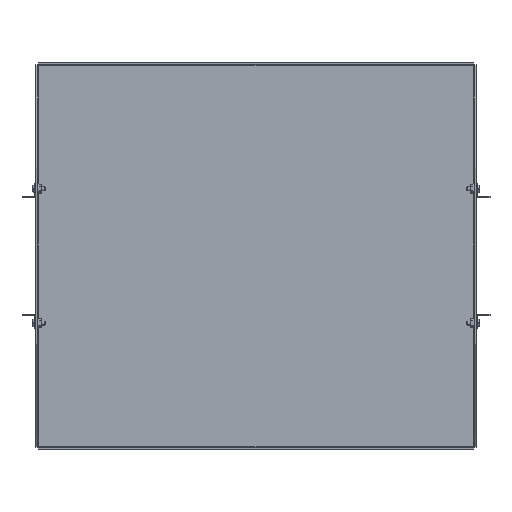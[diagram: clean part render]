
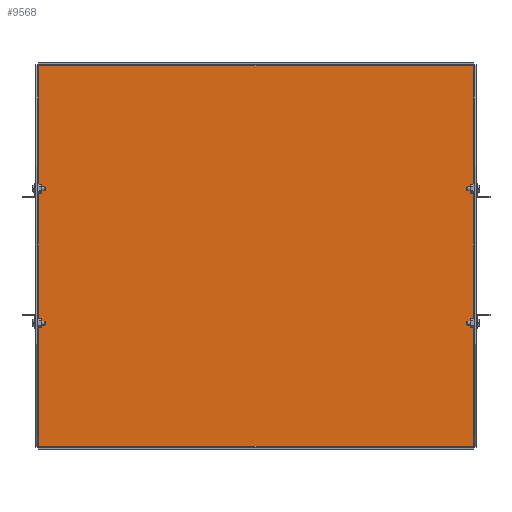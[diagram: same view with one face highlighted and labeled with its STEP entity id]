
A CAD part, top view. The second image highlights one B-rep face of the part: STEP entity #9568.
In plain terms, the highlighted planar face has unit normal (0, 0, 1).
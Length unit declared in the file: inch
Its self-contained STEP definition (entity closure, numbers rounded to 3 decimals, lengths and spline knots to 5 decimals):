
#174 = CARTESIAN_POINT ( 'NONE',  ( 10.6695, 9.357, 0. ) ) ;
#462 = CARTESIAN_POINT ( 'NONE',  ( -10.6695, -9.5, 0. ) ) ;
#773 = DIRECTION ( 'NONE',  ( 0., -1., 0. ) ) ;
#1067 = VERTEX_POINT ( 'NONE', #7830 ) ;
#1532 = LINE ( 'NONE', #13134, #3752 ) ;
#2112 = EDGE_LOOP ( 'NONE', ( #8154, #10431, #12475, #5644 ) ) ;
#3522 = CARTESIAN_POINT ( 'NONE',  ( 10.6695, -9.357, 0. ) ) ;
#3752 = VECTOR ( 'NONE', #7269, 39.37008 ) ;
#4370 = DIRECTION ( 'NONE',  ( 1., 0., 0. ) ) ;
#4584 = LINE ( 'NONE', #3522, #14800 ) ;
#4690 = AXIS2_PLACEMENT_3D ( 'NONE', #462, #13099, #4370 ) ;
#4718 = CARTESIAN_POINT ( 'NONE',  ( 10.6695, -9.357, 0. ) ) ;
#5443 = LINE ( 'NONE', #8678, #13837 ) ;
#5644 = ORIENTED_EDGE ( 'NONE', *, *, #10896, .T. ) ;
#6178 = PLANE ( 'NONE',  #4690 ) ;
#6489 = VERTEX_POINT ( 'NONE', #174 ) ;
#7269 = DIRECTION ( 'NONE',  ( -1., 0., 0. ) ) ;
#7317 = EDGE_CURVE ( 'NONE', #6489, #10313, #1532, .T. ) ;
#7830 = CARTESIAN_POINT ( 'NONE',  ( 10.6695, -9.357, 0. ) ) ;
#8016 = VECTOR ( 'NONE', #11483, 39.37008 ) ;
#8038 = DIRECTION ( 'NONE',  ( 1., 0., 0. ) ) ;
#8154 = ORIENTED_EDGE ( 'NONE', *, *, #10186, .T. ) ;
#8678 = CARTESIAN_POINT ( 'NONE',  ( -10.6695, 9.357, 0. ) ) ;
#8808 = FACE_OUTER_BOUND ( 'NONE', #2112, .T. ) ;
#9568 = ADVANCED_FACE ( 'NONE', ( #8808 ), #6178, .T. ) ;
#10186 = EDGE_CURVE ( 'NONE', #13359, #1067, #4584, .T. ) ;
#10313 = VERTEX_POINT ( 'NONE', #12078 ) ;
#10431 = ORIENTED_EDGE ( 'NONE', *, *, #14511, .T. ) ;
#10896 = EDGE_CURVE ( 'NONE', #10313, #13359, #5443, .T. ) ;
#11483 = DIRECTION ( 'NONE',  ( 0., 1., 0. ) ) ;
#11623 = LINE ( 'NONE', #4718, #8016 ) ;
#12078 = CARTESIAN_POINT ( 'NONE',  ( -10.6695, 9.357, 0. ) ) ;
#12475 = ORIENTED_EDGE ( 'NONE', *, *, #7317, .T. ) ;
#13099 = DIRECTION ( 'NONE',  ( 0., 0., 1. ) ) ;
#13134 = CARTESIAN_POINT ( 'NONE',  ( -10.6695, 9.357, 0. ) ) ;
#13359 = VERTEX_POINT ( 'NONE', #14435 ) ;
#13837 = VECTOR ( 'NONE', #773, 39.37008 ) ;
#14435 = CARTESIAN_POINT ( 'NONE',  ( -10.6695, -9.357, 0. ) ) ;
#14511 = EDGE_CURVE ( 'NONE', #1067, #6489, #11623, .T. ) ;
#14800 = VECTOR ( 'NONE', #8038, 39.37008 ) ;
